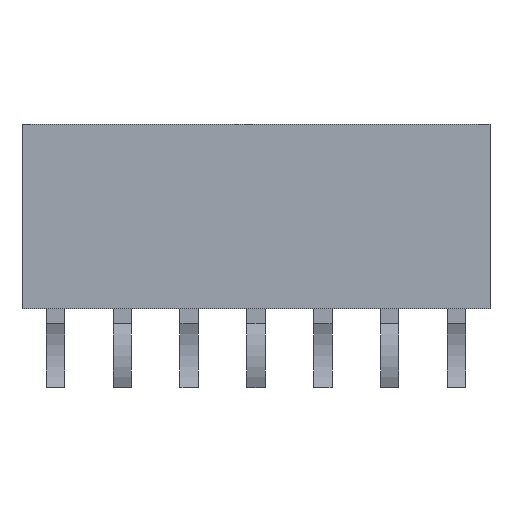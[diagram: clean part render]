
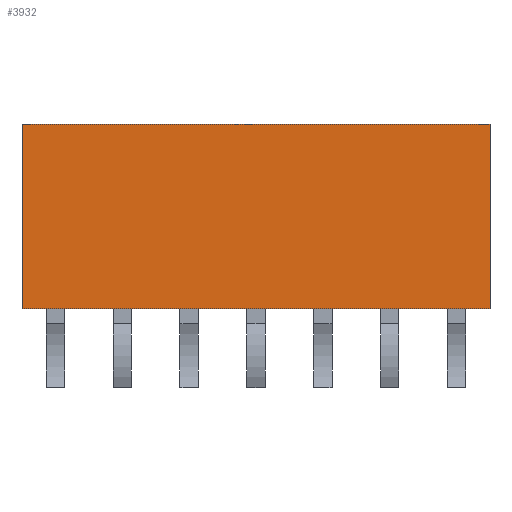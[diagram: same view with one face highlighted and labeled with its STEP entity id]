
A CAD part, front view. The second image highlights one B-rep face of the part: STEP entity #3932.
In plain terms, the highlighted planar face has unit normal (0, -1, 0).
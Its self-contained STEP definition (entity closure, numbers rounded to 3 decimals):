
#14=DIRECTION('',(1.,0.,0.));
#15=VECTOR('',#14,17.78);
#16=CARTESIAN_POINT('',(-8.89,-1.26,0.));
#17=LINE('',#16,#15);
#918=DIRECTION('',(0.,0.,-1.));
#919=VECTOR('',#918,7.);
#920=CARTESIAN_POINT('',(-8.89,-1.26,0.));
#921=LINE('',#920,#919);
#922=DIRECTION('',(0.,0.,-1.));
#923=VECTOR('',#922,7.);
#924=CARTESIAN_POINT('',(8.89,-1.26,0.));
#925=LINE('',#924,#923);
#934=DIRECTION('',(1.,0.,0.));
#935=VECTOR('',#934,17.78);
#936=CARTESIAN_POINT('',(-8.89,-1.26,-7.));
#937=LINE('',#936,#935);
#3215=CARTESIAN_POINT('',(-8.89,-1.26,0.));
#3217=VERTEX_POINT('',#3215);
#3218=CARTESIAN_POINT('',(8.89,-1.26,0.));
#3219=VERTEX_POINT('',#3218);
#3223=CARTESIAN_POINT('',(-8.89,-1.26,-7.));
#3225=VERTEX_POINT('',#3223);
#3226=CARTESIAN_POINT('',(8.89,-1.26,-7.));
#3227=VERTEX_POINT('',#3226);
#3919=CARTESIAN_POINT('',(-8.89,-1.26,0.));
#3920=DIRECTION('',(0.,-1.,0.));
#3921=DIRECTION('',(1.,0.,0.));
#3922=AXIS2_PLACEMENT_3D('',#3919,#3920,#3921);
#3923=PLANE('',#3922);
#3924=ORIENTED_EDGE('',*,*,#3773,.T.);
#3926=ORIENTED_EDGE('',*,*,#3925,.T.);
#3928=ORIENTED_EDGE('',*,*,#3927,.F.);
#3929=ORIENTED_EDGE('',*,*,#3910,.F.);
#3930=EDGE_LOOP('',(#3924,#3926,#3928,#3929));
#3931=FACE_OUTER_BOUND('',#3930,.F.);
#3773=EDGE_CURVE('',#3217,#3219,#17,.T.);
#3910=EDGE_CURVE('',#3217,#3225,#921,.T.);
#3925=EDGE_CURVE('',#3219,#3227,#925,.T.);
#3927=EDGE_CURVE('',#3225,#3227,#937,.T.);
#3932=ADVANCED_FACE('',(#3931),#3923,.T.);
